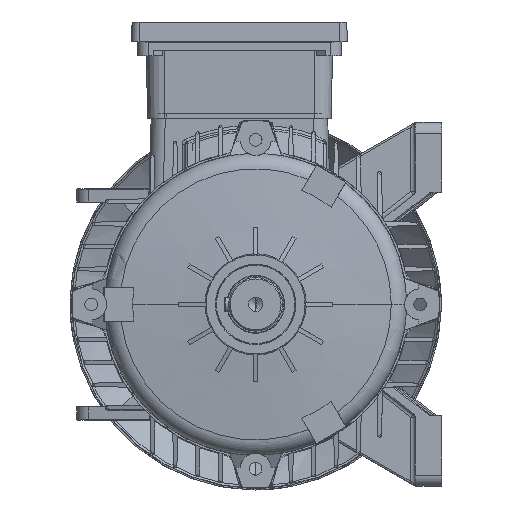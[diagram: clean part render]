
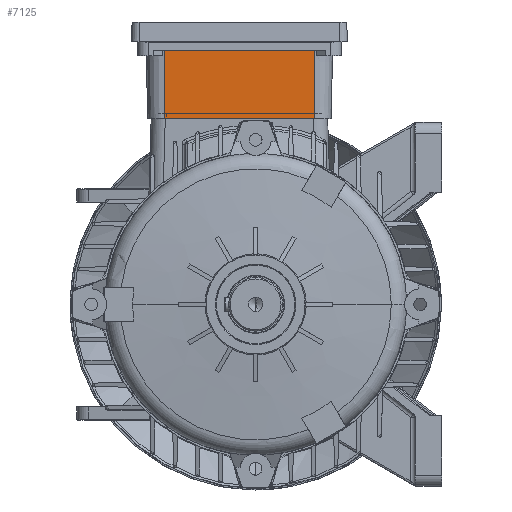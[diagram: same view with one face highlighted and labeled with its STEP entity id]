
A CAD part, left-side view. The second image highlights one B-rep face of the part: STEP entity #7125.
In plain terms, the highlighted face is planar.
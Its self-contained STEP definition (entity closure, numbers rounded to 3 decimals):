
#3175 = CARTESIAN_POINT ( 'NONE',  ( 12., 131.016, 48.5 ) ) ;
#3384 = VERTEX_POINT ( 'NONE', #3175 ) ;
#4393 = CARTESIAN_POINT ( 'NONE',  ( 12., 130., 0. ) ) ;
#7125 = ADVANCED_FACE ( 'NONE', ( #145230 ), #48422, .T. ) ;
#7343 = VERTEX_POINT ( 'NONE', #18849 ) ;
#11589 = EDGE_CURVE ( 'NONE', #62264, #7343, #46342, .T. ) ;
#12975 = VERTEX_POINT ( 'NONE', #4393 ) ;
#13592 = LINE ( 'NONE', #61655, #151282 ) ;
#18849 = CARTESIAN_POINT ( 'NONE',  ( 118., 130., 0. ) ) ;
#25830 = VECTOR ( 'NONE', #48816, 1000. ) ;
#30188 = CARTESIAN_POINT ( 'NONE',  ( 12., 130., 0. ) ) ;
#45565 = CARTESIAN_POINT ( 'NONE',  ( 118., 130., 0. ) ) ;
#46342 = LINE ( 'NONE', #45565, #58525 ) ;
#46735 = EDGE_CURVE ( 'NONE', #3384, #12975, #13592, .T. ) ;
#47098 = DIRECTION ( 'NONE',  ( 0., -0.021, -1. ) ) ;
#48422 = PLANE ( 'NONE',  #120989 ) ;
#48816 = DIRECTION ( 'NONE',  ( -1., 0., 0. ) ) ;
#56471 = ORIENTED_EDGE ( 'NONE', *, *, #11589, .T. ) ;
#58525 = VECTOR ( 'NONE', #47098, 1000. ) ;
#59012 = ORIENTED_EDGE ( 'NONE', *, *, #46735, .F. ) ;
#60018 = DIRECTION ( 'NONE',  ( 0., 0.021, 1. ) ) ;
#61655 = CARTESIAN_POINT ( 'NONE',  ( 12., 130., 0. ) ) ;
#62264 = VERTEX_POINT ( 'NONE', #136321 ) ;
#65004 = EDGE_CURVE ( 'NONE', #7343, #12975, #66620, .T. ) ;
#66620 = LINE ( 'NONE', #30188, #89863 ) ;
#89863 = VECTOR ( 'NONE', #91408, 1000. ) ;
#91408 = DIRECTION ( 'NONE',  ( -1., 0., 0. ) ) ;
#95753 = DIRECTION ( 'NONE',  ( 0., -0.021, -1. ) ) ;
#108733 = ORIENTED_EDGE ( 'NONE', *, *, #65004, .T. ) ;
#119053 = EDGE_CURVE ( 'NONE', #62264, #3384, #143294, .T. ) ;
#119244 = CARTESIAN_POINT ( 'NONE',  ( 12., 131.016, 48.5 ) ) ;
#120989 = AXIS2_PLACEMENT_3D ( 'NONE', #131257, #134328, #60018 ) ;
#123066 = EDGE_LOOP ( 'NONE', ( #108733, #59012, #130407, #56471 ) ) ;
#130407 = ORIENTED_EDGE ( 'NONE', *, *, #119053, .F. ) ;
#131257 = CARTESIAN_POINT ( 'NONE',  ( 12., 130., 0. ) ) ;
#134328 = DIRECTION ( 'NONE',  ( 0., 1., -0.021 ) ) ;
#136321 = CARTESIAN_POINT ( 'NONE',  ( 118., 131.016, 48.5 ) ) ;
#143294 = LINE ( 'NONE', #119244, #25830 ) ;
#145230 = FACE_OUTER_BOUND ( 'NONE', #123066, .T. ) ;
#151282 = VECTOR ( 'NONE', #95753, 1000. ) ;
